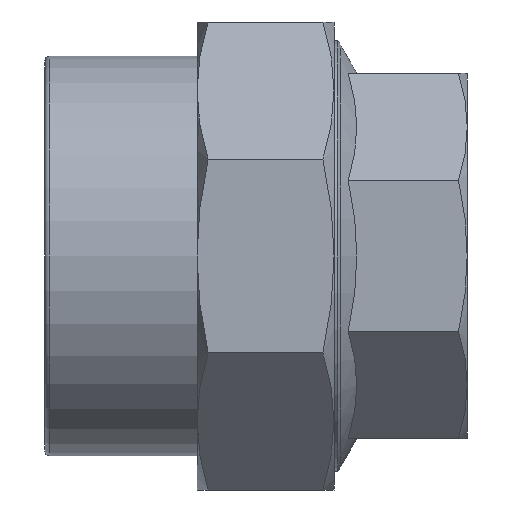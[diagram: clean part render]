
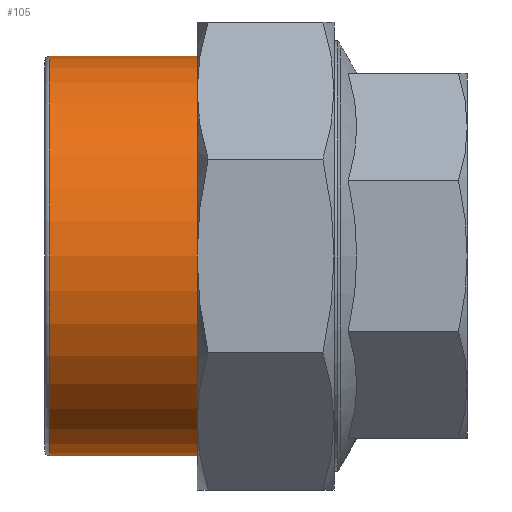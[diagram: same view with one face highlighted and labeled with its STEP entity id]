
A CAD part, front view. The second image highlights one B-rep face of the part: STEP entity #105.
In plain terms, the highlighted cylindrical face has radius 52.5 mm (diameter 105 mm), a full revolution.
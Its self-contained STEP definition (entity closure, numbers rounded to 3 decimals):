
#60=CARTESIAN_POINT('',(-10.,52.5,0.));
#61=VERTEX_POINT('',#60);
#62=CARTESIAN_POINT('',(-10.,0.,0.));
#63=DIRECTION('',(-1.,0.,0.));
#64=DIRECTION('',(0.,1.,0.));
#65=AXIS2_PLACEMENT_3D('',#62,#63,#64);
#66=CIRCLE('',#65,52.5);
#67=EDGE_CURVE('',#61,#61,#66,.T.);
#77=CARTESIAN_POINT('',(-54.8,52.5,0.));
#78=VERTEX_POINT('',#77);
#79=CARTESIAN_POINT('',(-54.8,0.,52.5));
#80=VERTEX_POINT('',#79);
#81=CARTESIAN_POINT('',(-54.8,0.,0.));
#82=DIRECTION('',(-1.,0.,0.));
#83=DIRECTION('',(0.,1.,0.));
#84=AXIS2_PLACEMENT_3D('',#81,#82,#83);
#85=CIRCLE('',#84,52.5);
#86=EDGE_CURVE('',#78,#80,#85,.T.);
#87=ORIENTED_EDGE('',*,*,#86,.F.);
#88=CARTESIAN_POINT('',(-32.4,52.5,0.));
#89=DIRECTION('',(-1.,0.,0.));
#90=VECTOR('',#89,52.5);
#91=LINE('',#88,#90);
#92=EDGE_CURVE('',#61,#78,#91,.T.);
#93=ORIENTED_EDGE('',*,*,#92,.F.);
#94=ORIENTED_EDGE('',*,*,#67,.T.);
#95=ORIENTED_EDGE('',*,*,#92,.T.);
#96=EDGE_CURVE('',#80,#78,#85,.T.);
#97=ORIENTED_EDGE('',*,*,#96,.F.);
#98=EDGE_LOOP('',(#87,#93,#94,#95,#97));
#99=FACE_OUTER_BOUND('',#98,.T.);
#100=CARTESIAN_POINT('',(-32.4,0.,0.));
#101=DIRECTION('',(-1.,0.,0.));
#102=DIRECTION('',(0.,1.,0.));
#103=AXIS2_PLACEMENT_3D('',#100,#101,#102);
#104=CYLINDRICAL_SURFACE('',#103,52.5);
#105=ADVANCED_FACE('',(#99),#104,.T.);
